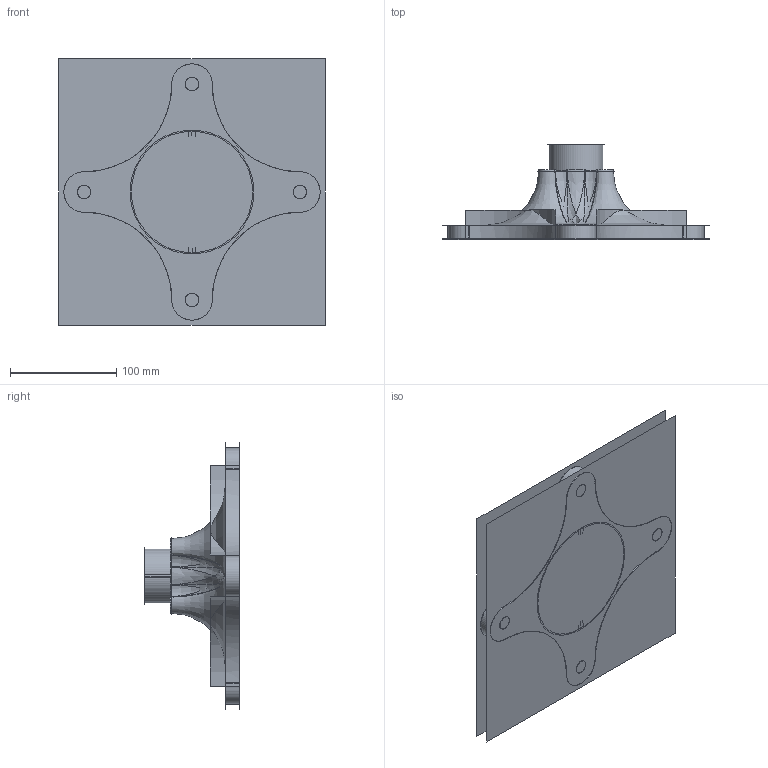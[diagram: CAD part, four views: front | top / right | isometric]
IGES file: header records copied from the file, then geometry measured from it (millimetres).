
Start section:  PTC IGES file: wheel_hub_asm.igs
Global section: file name: wheel_hub_asm.igs; native system: Creo Elements/Pro by Parametric Technology Corporation; preprocessor: 2010480; author: Matt Scott; organization: Unknown; date: 20111003.215505; units: inch
Bounding box: 251.03 x 89.94 x 251.03 mm (x, y, z)
Volume: 549253.3 mm3; surface area: 653028.9 mm2
Topology: 2 solids, 2 shells, 96 faces, 500 edges, 642 vertices
Faces by surface type: revolution 64, bspline 32
